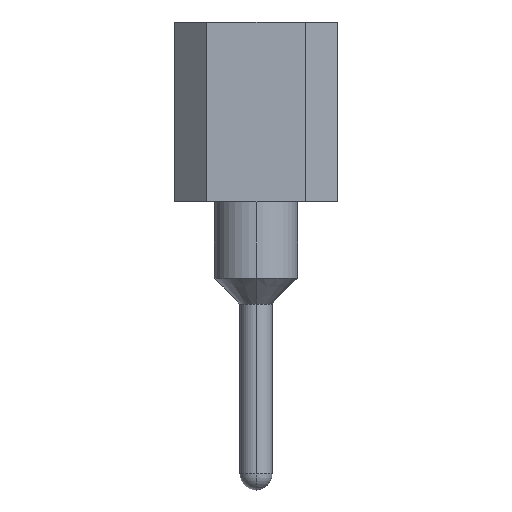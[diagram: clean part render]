
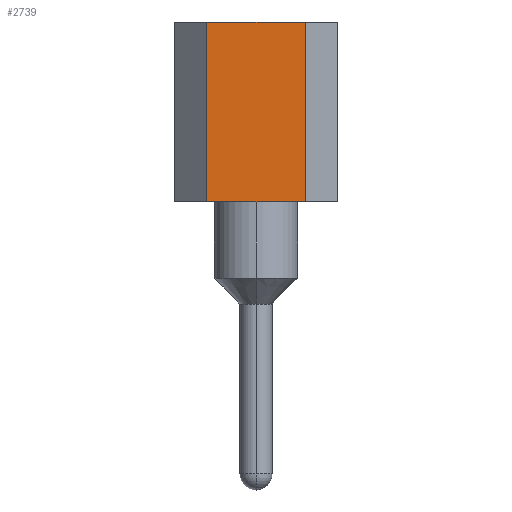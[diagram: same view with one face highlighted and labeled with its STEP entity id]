
A CAD part, left-side view. The second image highlights one B-rep face of the part: STEP entity #2739.
In plain terms, the highlighted planar face has unit normal (-1, 0, 0).
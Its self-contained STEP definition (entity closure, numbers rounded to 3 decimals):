
#2683=CARTESIAN_POINT('',(-1.27,-0.77,4.4));
#2684=VERTEX_POINT('',#2683);
#2691=CARTESIAN_POINT('',(-1.27,-0.77,1.6));
#2692=VERTEX_POINT('',#2691);
#2693=CARTESIAN_POINT('',(-1.27,-0.77,1.6));
#2694=DIRECTION('',(0.0,0.0,1.0));
#2695=VECTOR('',#2694,2.8);
#2696=LINE('',#2693,#2695);
#2697=EDGE_CURVE('',#2692,#2684,#2696,.T.);
#2709=CARTESIAN_POINT('',(-1.27,-0.77,1.6));
#2710=DIRECTION('',(-1.0,0.0,0.0));
#2711=DIRECTION('',(0.0,0.0,-1.0));
#2712=AXIS2_PLACEMENT_3D('',#2709,#2710,#2711);
#2713=PLANE('',#2712);
#2714=CARTESIAN_POINT('',(-1.27,0.77,4.4));
#2715=VERTEX_POINT('',#2714);
#2716=CARTESIAN_POINT('',(-1.27,-0.77,4.4));
#2717=DIRECTION('',(0.0,1.0,0.0));
#2718=VECTOR('',#2717,1.54);
#2719=LINE('',#2716,#2718);
#2720=EDGE_CURVE('',#2684,#2715,#2719,.T.);
#2721=ORIENTED_EDGE('',*,*,#2720,.T.);
#2722=CARTESIAN_POINT('',(-1.27,0.77,1.6));
#2723=VERTEX_POINT('',#2722);
#2724=CARTESIAN_POINT('',(-1.27,0.77,1.6));
#2725=DIRECTION('',(0.0,0.0,1.0));
#2726=VECTOR('',#2725,2.8);
#2727=LINE('',#2724,#2726);
#2728=EDGE_CURVE('',#2723,#2715,#2727,.T.);
#2729=ORIENTED_EDGE('',*,*,#2728,.F.);
#2730=CARTESIAN_POINT('',(-1.27,0.77,1.6));
#2731=DIRECTION('',(0.0,-1.0,0.0));
#2732=VECTOR('',#2731,1.54);
#2733=LINE('',#2730,#2732);
#2734=EDGE_CURVE('',#2723,#2692,#2733,.T.);
#2735=ORIENTED_EDGE('',*,*,#2734,.T.);
#2736=ORIENTED_EDGE('',*,*,#2697,.T.);
#2737=EDGE_LOOP('',(#2721,#2729,#2735,#2736));
#2738=FACE_OUTER_BOUND('',#2737,.T.);
#2739=ADVANCED_FACE('',(#2738),#2713,.T.);
